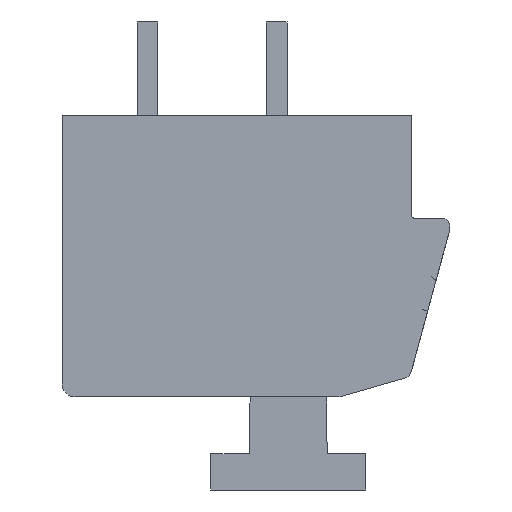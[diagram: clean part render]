
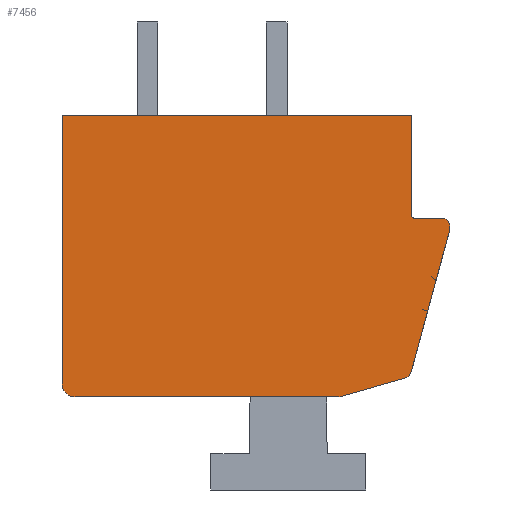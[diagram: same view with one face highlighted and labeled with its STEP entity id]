
A CAD part, front view. The second image highlights one B-rep face of the part: STEP entity #7456.
In plain terms, the highlighted planar face has unit normal (0, -1, 0).
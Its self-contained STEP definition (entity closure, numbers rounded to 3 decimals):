
#1=CARTESIAN_POINT('',(7.2,-58.75,1.15));
#2=DIRECTION('',(0.,-1.,0.));
#3=DIRECTION('',(1.,0.,0.));
#4=AXIS2_PLACEMENT_3D('',#1,#2,#3);
#6=DIRECTION('',(0.,0.,-1.));
#7=VECTOR('',#6,0.119);
#8=CARTESIAN_POINT('',(7.5,-58.75,1.15));
#9=LINE('',#8,#7);
#10=DIRECTION('',(0.262,0.,0.965));
#11=VECTOR('',#10,5.739);
#12=CARTESIAN_POINT('',(5.994,-58.75,-4.507));
#13=LINE('',#12,#11);
#14=CARTESIAN_POINT('',(5.705,-58.75,-4.428));
#15=DIRECTION('',(0.,-1.,0.));
#16=DIRECTION('',(0.274,0.,-0.962));
#17=AXIS2_PLACEMENT_3D('',#14,#15,#16);
#19=DIRECTION('',(0.962,0.,0.274));
#20=VECTOR('',#19,2.679);
#21=CARTESIAN_POINT('',(3.21,-58.75,-5.45));
#22=LINE('',#21,#20);
#23=DIRECTION('',(-1.,0.,0.));
#24=VECTOR('',#23,10.21);
#25=CARTESIAN_POINT('',(3.21,-58.75,-5.45));
#26=LINE('',#25,#24);
#27=CARTESIAN_POINT('',(-7.,-58.75,-4.95));
#28=DIRECTION('',(0.,-1.,0.));
#29=DIRECTION('',(-1.,0.,0.));
#30=AXIS2_PLACEMENT_3D('',#27,#28,#29);
#32=DIRECTION('',(0.,0.,1.));
#33=VECTOR('',#32,10.4);
#34=CARTESIAN_POINT('',(-7.5,-58.75,-4.95));
#35=LINE('',#34,#33);
#36=DIRECTION('',(1.,0.,0.));
#37=VECTOR('',#36,13.5);
#38=CARTESIAN_POINT('',(-7.5,-58.75,5.45));
#39=LINE('',#38,#37);
#40=DIRECTION('',(0.,0.,-1.));
#41=VECTOR('',#40,3.85);
#42=CARTESIAN_POINT('',(6.,-58.75,5.45));
#43=LINE('',#42,#41);
#44=DIRECTION('',(1.,0.,0.));
#45=VECTOR('',#44,1.05);
#46=CARTESIAN_POINT('',(6.15,-58.75,1.45));
#47=LINE('',#46,#45);
#60=CARTESIAN_POINT('',(6.15,-58.75,1.6));
#61=DIRECTION('',(0.,1.,0.));
#62=DIRECTION('',(0.,0.,-1.));
#63=AXIS2_PLACEMENT_3D('',#60,#61,#62);
#5961=CARTESIAN_POINT('',(-7.5,-58.75,5.45));
#5962=CARTESIAN_POINT('',(6.,-58.75,5.45));
#5963=VERTEX_POINT('',#5961);
#5964=VERTEX_POINT('',#5962);
#5965=CARTESIAN_POINT('',(6.,-58.75,1.6));
#5966=VERTEX_POINT('',#5965);
#5967=CARTESIAN_POINT('',(6.15,-58.75,1.45));
#5968=VERTEX_POINT('',#5967);
#5969=CARTESIAN_POINT('',(7.5,-58.75,1.15));
#5970=CARTESIAN_POINT('',(7.2,-58.75,1.45));
#5971=VERTEX_POINT('',#5969);
#5972=VERTEX_POINT('',#5970);
#5973=CARTESIAN_POINT('',(5.787,-58.75,-4.716));
#5974=CARTESIAN_POINT('',(5.994,-58.75,-4.507));
#5975=VERTEX_POINT('',#5973);
#5976=VERTEX_POINT('',#5974);
#5977=CARTESIAN_POINT('',(-7.5,-58.75,-4.95));
#5978=CARTESIAN_POINT('',(-7.,-58.75,-5.45));
#5979=VERTEX_POINT('',#5977);
#5980=VERTEX_POINT('',#5978);
#5981=CARTESIAN_POINT('',(3.21,-58.75,-5.45));
#5982=VERTEX_POINT('',#5981);
#5983=CARTESIAN_POINT('',(7.5,-58.75,1.031));
#5984=VERTEX_POINT('',#5983);
#7425=CARTESIAN_POINT('',(0.,-58.75,0.));
#7426=DIRECTION('',(0.,1.,0.));
#7427=DIRECTION('',(1.,0.,0.));
#7428=AXIS2_PLACEMENT_3D('',#7425,#7426,#7427);
#7429=PLANE('',#7428);
#7431=ORIENTED_EDGE('',*,*,#7430,.F.);
#7433=ORIENTED_EDGE('',*,*,#7432,.T.);
#7435=ORIENTED_EDGE('',*,*,#7434,.F.);
#7437=ORIENTED_EDGE('',*,*,#7436,.F.);
#7439=ORIENTED_EDGE('',*,*,#7438,.F.);
#7441=ORIENTED_EDGE('',*,*,#7440,.T.);
#7443=ORIENTED_EDGE('',*,*,#7442,.F.);
#7445=ORIENTED_EDGE('',*,*,#7444,.T.);
#7447=ORIENTED_EDGE('',*,*,#7446,.T.);
#7449=ORIENTED_EDGE('',*,*,#7448,.T.);
#7451=ORIENTED_EDGE('',*,*,#7450,.F.);
#7453=ORIENTED_EDGE('',*,*,#7452,.T.);
#7454=EDGE_LOOP('',(#7431,#7433,#7435,#7437,#7439,#7441,#7443,#7445,#7447,#7449,
#7451,#7453));
#7455=FACE_OUTER_BOUND('',#7454,.F.);
#7456=ADVANCED_FACE('',(#7455),#7429,.F.);
#5=CIRCLE('',#4,0.3);
#18=CIRCLE('',#17,0.3);
#31=CIRCLE('',#30,0.5);
#64=CIRCLE('',#63,0.15);
#7430=EDGE_CURVE('',#5971,#5972,#5,.T.);
#7432=EDGE_CURVE('',#5971,#5984,#9,.T.);
#7434=EDGE_CURVE('',#5976,#5984,#13,.T.);
#7436=EDGE_CURVE('',#5975,#5976,#18,.T.);
#7438=EDGE_CURVE('',#5982,#5975,#22,.T.);
#7440=EDGE_CURVE('',#5982,#5980,#26,.T.);
#7442=EDGE_CURVE('',#5979,#5980,#31,.T.);
#7444=EDGE_CURVE('',#5979,#5963,#35,.T.);
#7446=EDGE_CURVE('',#5963,#5964,#39,.T.);
#7448=EDGE_CURVE('',#5964,#5966,#43,.T.);
#7450=EDGE_CURVE('',#5968,#5966,#64,.T.);
#7452=EDGE_CURVE('',#5968,#5972,#47,.T.);
